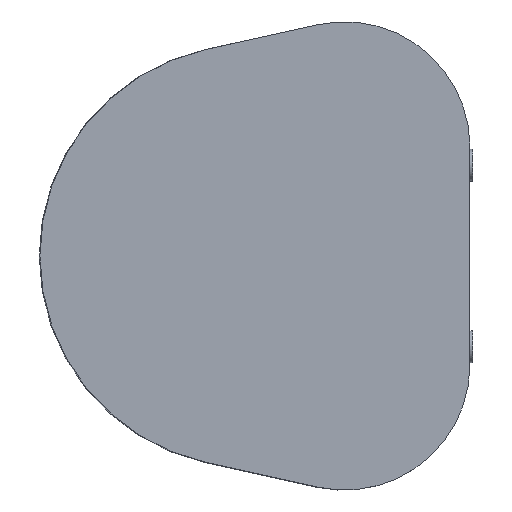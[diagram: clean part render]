
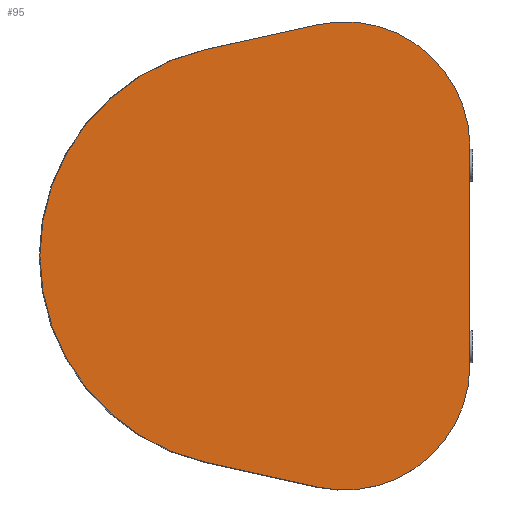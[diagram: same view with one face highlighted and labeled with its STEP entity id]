
A CAD part, left-side view. The second image highlights one B-rep face of the part: STEP entity #95.
In plain terms, the highlighted planar face has unit normal (-1, -0.004, 0.001).
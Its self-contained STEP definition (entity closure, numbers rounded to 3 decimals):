
#53=PLANE('',#646);
#73=CIRCLE('',#641,134.967);
#74=CIRCLE('',#644,80.005);
#75=CIRCLE('',#645,80.005);
#95=ADVANCED_FACE('',(#138),#53,.T.);
#138=FACE_OUTER_BOUND('',#179,.T.);
#179=EDGE_LOOP('',(#370,#371,#372,#373,#374,#375));
#221=LINE('',#1011,#263);
#224=LINE('',#1219,#266);
#227=LINE('',#1227,#269);
#263=VECTOR('',#717,1.);
#266=VECTOR('',#722,1.);
#269=VECTOR('',#731,1.);
#370=ORIENTED_EDGE('',*,*,#556,.T.);
#371=ORIENTED_EDGE('',*,*,#551,.T.);
#372=ORIENTED_EDGE('',*,*,#553,.T.);
#373=ORIENTED_EDGE('',*,*,#555,.T.);
#374=ORIENTED_EDGE('',*,*,#557,.T.);
#375=ORIENTED_EDGE('',*,*,#542,.T.);
#478=VERTEX_POINT('',#1008);
#479=VERTEX_POINT('',#1010);
#486=VERTEX_POINT('',#1216);
#487=VERTEX_POINT('',#1218);
#488=VERTEX_POINT('',#1222);
#489=VERTEX_POINT('',#1226);
#542=EDGE_CURVE('',#478,#479,#221,.T.);
#551=EDGE_CURVE('',#486,#487,#224,.T.);
#553=EDGE_CURVE('',#487,#488,#73,.T.);
#555=EDGE_CURVE('',#488,#489,#227,.T.);
#556=EDGE_CURVE('',#479,#486,#74,.T.);
#557=EDGE_CURVE('',#489,#478,#75,.T.);
#641=AXIS2_PLACEMENT_3D('',#1223,#726,#727);
#644=AXIS2_PLACEMENT_3D('',#1229,#734,#735);
#645=AXIS2_PLACEMENT_3D('',#1230,#736,#737);
#646=AXIS2_PLACEMENT_3D('',#1231,#738,#739);
#717=DIRECTION('',(0.001,0.,1.));
#722=DIRECTION('',(-0.004,0.976,-0.216));
#726=DIRECTION('',(-1.,-0.004,0.001));
#727=DIRECTION('',(0.,0.216,0.976));
#731=DIRECTION('',(0.003,-0.976,-0.216));
#734=DIRECTION('',(-1.,-0.004,0.001));
#735=DIRECTION('',(0.004,-1.,0.));
#736=DIRECTION('',(-1.,-0.004,0.001));
#737=DIRECTION('',(-0.002,0.216,-0.976));
#738=DIRECTION('',(-1.,-0.004,0.001));
#739=DIRECTION('',(0.004,-1.,0.));
#1008=CARTESIAN_POINT('',(-109.702,-137.98,-69.834));
#1010=CARTESIAN_POINT('',(-109.588,-137.984,69.234));
#1011=CARTESIAN_POINT('',(-109.702,-137.98,-69.834));
#1216=CARTESIAN_POINT('',(-109.883,-40.665,147.346));
#1218=CARTESIAN_POINT('',(-110.161,30.941,131.473));
#1219=CARTESIAN_POINT('',(-109.883,-40.665,147.346));
#1222=CARTESIAN_POINT('',(-110.376,30.949,-132.062));
#1223=CARTESIAN_POINT('',(-110.161,1.732,-0.296));
#1226=CARTESIAN_POINT('',(-110.125,-40.656,-147.94));
#1227=CARTESIAN_POINT('',(-110.376,30.949,-132.062));
#1229=CARTESIAN_POINT('',(-109.883,-57.979,69.236));
#1230=CARTESIAN_POINT('',(-109.997,-57.975,-69.831));
#1231=CARTESIAN_POINT('',(-109.883,-57.979,69.236));
